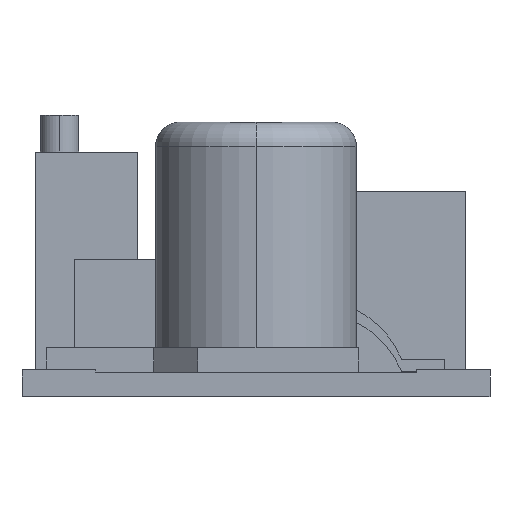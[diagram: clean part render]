
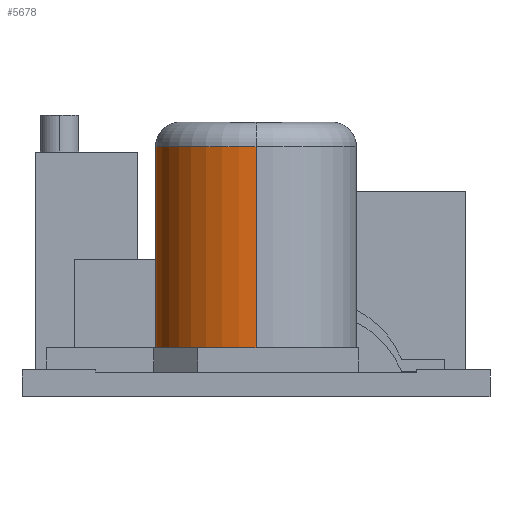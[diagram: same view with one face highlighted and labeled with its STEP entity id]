
A CAD part, left-side view. The second image highlights one B-rep face of the part: STEP entity #5678.
In plain terms, the highlighted cylindrical face has radius 4.105 mm (diameter 8.21 mm), a partial arc.
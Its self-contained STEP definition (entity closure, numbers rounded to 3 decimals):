
#107 = ORIENTED_EDGE ( 'NONE', *, *, #1782, .T. ) ;
#233 = CARTESIAN_POINT ( 'NONE',  ( -17.226, 0., 11.22 ) ) ;
#397 = DIRECTION ( 'NONE',  ( 1., 0., 0. ) ) ;
#430 = DIRECTION ( 'NONE',  ( 1., 0., 0. ) ) ;
#522 = CARTESIAN_POINT ( 'NONE',  ( -21.331, 0., 10.22 ) ) ;
#885 = CARTESIAN_POINT ( 'NONE',  ( -13.121, 0., 2. ) ) ;
#993 = ORIENTED_EDGE ( 'NONE', *, *, #1247, .T. ) ;
#996 = CIRCLE ( 'NONE', #4623, 4.105 ) ;
#1247 = EDGE_CURVE ( 'NONE', #3371, #5744, #5169, .T. ) ;
#1574 = EDGE_CURVE ( 'NONE', #3211, #3371, #2614, .T. ) ;
#1782 = EDGE_CURVE ( 'NONE', #3438, #3211, #996, .T. ) ;
#2184 = DIRECTION ( 'NONE',  ( 0., 0., -1. ) ) ;
#2285 = CARTESIAN_POINT ( 'NONE',  ( -13.121, 0., 11.22 ) ) ;
#2614 = LINE ( 'NONE', #2285, #4946 ) ;
#2707 = DIRECTION ( 'NONE',  ( 0., 0., 1. ) ) ;
#2900 = ORIENTED_EDGE ( 'NONE', *, *, #5976, .F. ) ;
#3211 = VERTEX_POINT ( 'NONE', #3576 ) ;
#3221 = DIRECTION ( 'NONE',  ( 0., 0., -1. ) ) ;
#3283 = AXIS2_PLACEMENT_3D ( 'NONE', #4579, #2707, #397 ) ;
#3371 = VERTEX_POINT ( 'NONE', #885 ) ;
#3401 = DIRECTION ( 'NONE',  ( 0., 0., -1. ) ) ;
#3438 = VERTEX_POINT ( 'NONE', #522 ) ;
#3549 = VECTOR ( 'NONE', #4759, 1000. ) ;
#3576 = CARTESIAN_POINT ( 'NONE',  ( -13.121, 0., 10.22 ) ) ;
#3929 = ORIENTED_EDGE ( 'NONE', *, *, #1574, .T. ) ;
#4023 = DIRECTION ( 'NONE',  ( -1., 0., 0. ) ) ;
#4107 = CARTESIAN_POINT ( 'NONE',  ( -21.331, 0., 2. ) ) ;
#4270 = CARTESIAN_POINT ( 'NONE',  ( -21.331, 0., 11.22 ) ) ;
#4564 = CYLINDRICAL_SURFACE ( 'NONE', #5946, 4.105 ) ;
#4579 = CARTESIAN_POINT ( 'NONE',  ( -17.226, 0., 2. ) ) ;
#4623 = AXIS2_PLACEMENT_3D ( 'NONE', #6009, #3221, #430 ) ;
#4759 = DIRECTION ( 'NONE',  ( 0., 0., -1. ) ) ;
#4855 = FACE_OUTER_BOUND ( 'NONE', #5069, .T. ) ;
#4946 = VECTOR ( 'NONE', #3401, 1000. ) ;
#5069 = EDGE_LOOP ( 'NONE', ( #107, #3929, #993, #2900 ) ) ;
#5169 = CIRCLE ( 'NONE', #3283, 4.105 ) ;
#5678 = ADVANCED_FACE ( 'NONE', ( #4855 ), #4564, .T. ) ;
#5744 = VERTEX_POINT ( 'NONE', #4107 ) ;
#5946 = AXIS2_PLACEMENT_3D ( 'NONE', #233, #2184, #4023 ) ;
#5976 = EDGE_CURVE ( 'NONE', #3438, #5744, #5998, .T. ) ;
#5998 = LINE ( 'NONE', #4270, #3549 ) ;
#6009 = CARTESIAN_POINT ( 'NONE',  ( -17.226, 0., 10.22 ) ) ;
